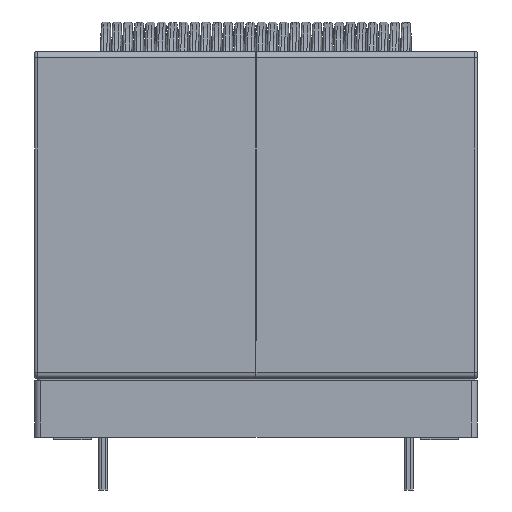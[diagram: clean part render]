
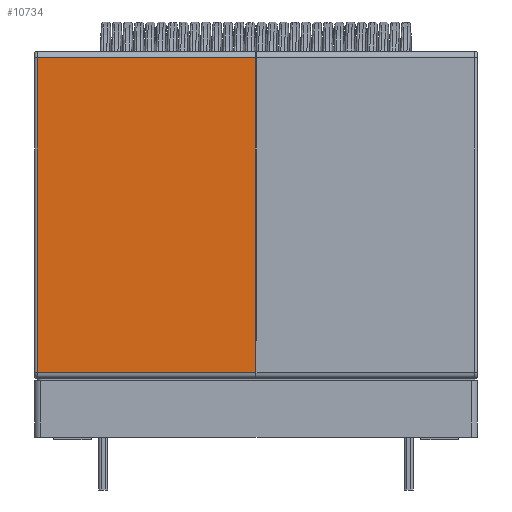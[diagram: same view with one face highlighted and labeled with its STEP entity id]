
A CAD part, left-side view. The second image highlights one B-rep face of the part: STEP entity #10734.
In plain terms, the highlighted face is planar.
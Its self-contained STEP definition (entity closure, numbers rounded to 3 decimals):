
#2410=ORIENTED_EDGE('',*,*,#5370,.T.);
#2411=ORIENTED_EDGE('',*,*,#5371,.T.);
#2412=ORIENTED_EDGE('',*,*,#5372,.T.);
#2413=ORIENTED_EDGE('',*,*,#5358,.F.);
#5358=EDGE_CURVE('',#6874,#6875,#7931,.T.);
#5370=EDGE_CURVE('',#6874,#6883,#7933,.F.);
#5371=EDGE_CURVE('',#6883,#6884,#7934,.T.);
#5372=EDGE_CURVE('',#6884,#6875,#7935,.T.);
#6874=VERTEX_POINT('',#33350);
#6875=VERTEX_POINT('',#33352);
#6883=VERTEX_POINT('',#33374);
#6884=VERTEX_POINT('',#33376);
#7931=LINE('',#33351,#8534);
#7933=LINE('',#33373,#8536);
#7934=LINE('',#33375,#8537);
#7935=LINE('',#33377,#8538);
#8534=VECTOR('',#14621,1000.);
#8536=VECTOR('',#14647,1000.);
#8537=VECTOR('',#14648,1000.);
#8538=VECTOR('',#14649,1000.);
#9079=EDGE_LOOP('',(#2410,#2411,#2412,#2413));
#9786=FACE_BOUND('',#9079,.T.);
#10431=PLANE('',#13685);
#10734=ADVANCED_FACE('',(#9786),#10431,.T.);
#13685=AXIS2_PLACEMENT_3D('',#33372,#14645,#14646);
#14621=DIRECTION('',(0.,-1.,0.));
#14645=DIRECTION('',(1.,0.,0.));
#14646=DIRECTION('',(0.,1.,0.));
#14647=DIRECTION('',(0.,0.,-1.));
#14648=DIRECTION('',(0.,-1.,0.));
#14649=DIRECTION('',(0.,0.,-1.));
#33350=CARTESIAN_POINT('',(18.,12.5,-8.8));
#33351=CARTESIAN_POINT('',(18.,13.,-8.8));
#33352=CARTESIAN_POINT('',(18.,-12.5,-8.8));
#33372=CARTESIAN_POINT('',(18.,13.,8.8));
#33373=CARTESIAN_POINT('',(18.,12.5,8.8));
#33374=CARTESIAN_POINT('',(18.,12.5,8.6));
#33375=CARTESIAN_POINT('',(18.,-12.5,8.6));
#33376=CARTESIAN_POINT('',(18.,-12.5,8.6));
#33377=CARTESIAN_POINT('',(18.,-12.5,8.8));
